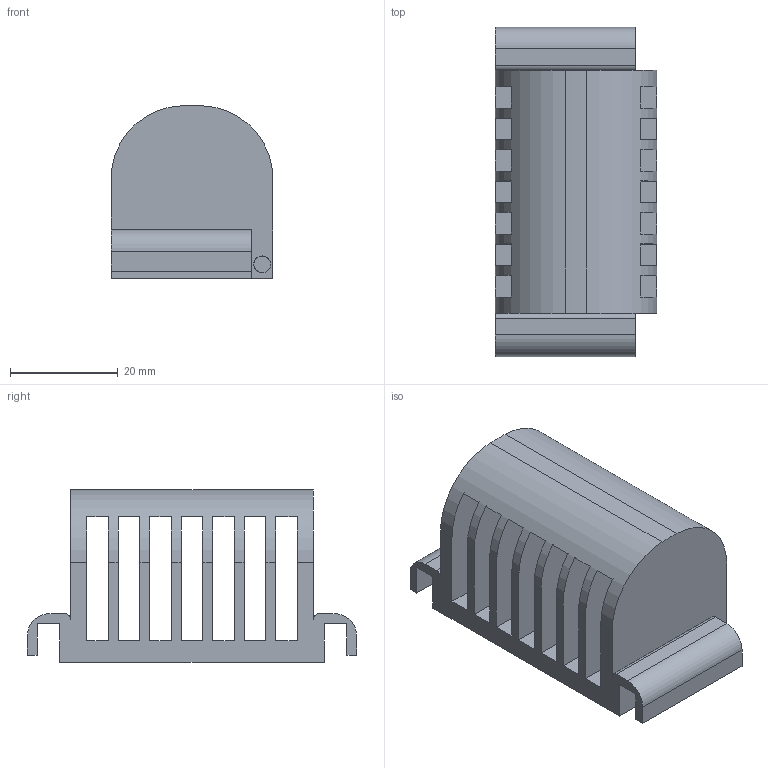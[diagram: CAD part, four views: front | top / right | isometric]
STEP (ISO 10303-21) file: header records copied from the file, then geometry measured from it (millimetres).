
FILE_DESCRIPTION(/* description */ (''),/* implementation_level */ '2;1');
FILE_NAME(/* name */ 'Tensor acoplable.step',/* time_stamp */ '2025-12-10T13:17:45-03:00',/* author */ (''),/* organization */ (''),/* preprocessor_version */ 'ST-DEVELOPER v20.1',/* originating_system */ 'Autodesk Translation Framework v14.21.0.0',/* authorisation */ '');
FILE_SCHEMA (('AUTOMOTIVE_DESIGN { 1 0 10303 214 3 1 1 }'));
Length unit declared in the file: millimetre
Products named in the file (2): Tensor acoplable; Rodillo acoplable
Assembly tree (1 placements, depth 2):
  Tensor acoplable
    Rodillo acoplable
Bounding box: 30 x 61 x 32 mm (x, y, z)
Volume: 22613.4 mm3; surface area: 18066.8 mm2
Topology: 1 solids, 1 shells, 58 faces, 212 edges, 140 vertices
Faces by surface type: plane 49, cylinder 9
Full cylindrical faces by diameter (mm): 3.1 x2
Entity records: 2359 total; most frequent: ORIENTED_EDGE 424, CARTESIAN_POINT 414, DIRECTION 386, EDGE_CURVE 212, LINE 162, VECTOR 162, VERTEX_POINT 140, AXIS2_PLACEMENT_3D 112
